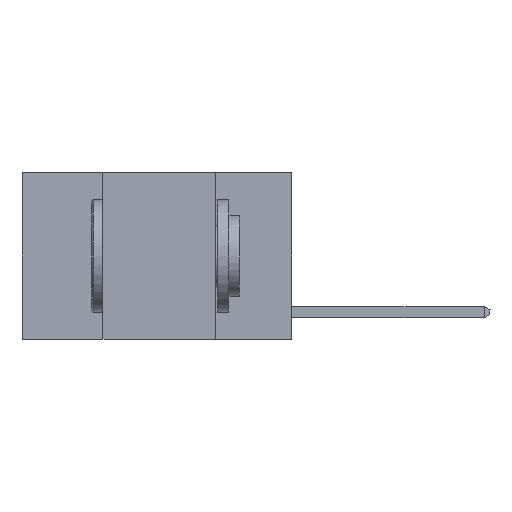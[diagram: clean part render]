
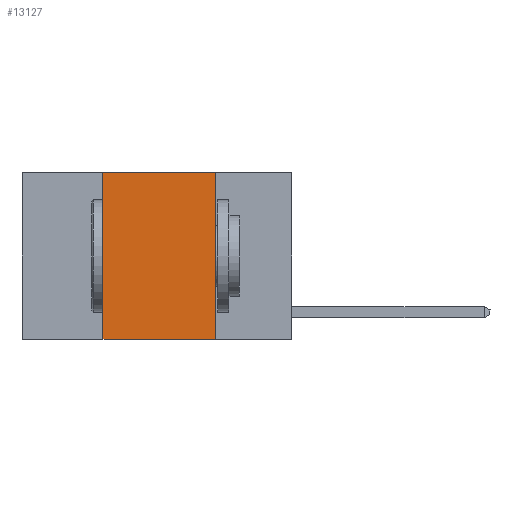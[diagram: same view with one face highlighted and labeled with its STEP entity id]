
A CAD part, left-side view. The second image highlights one B-rep face of the part: STEP entity #13127.
In plain terms, the highlighted planar face has unit normal (-1, 0, 0).
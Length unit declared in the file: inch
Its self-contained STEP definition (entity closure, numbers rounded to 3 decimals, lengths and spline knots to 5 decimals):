
#548 = ORIENTED_EDGE ( 'NONE', *, *, #10101, .F. ) ;
#2013 = LINE ( 'NONE', #21912, #18611 ) ;
#2257 = CARTESIAN_POINT ( 'NONE',  ( 0., 0.17, 0. ) ) ;
#2933 = AXIS2_PLACEMENT_3D ( 'NONE', #4191, #4276, #18202 ) ;
#3191 = VECTOR ( 'NONE', #17708, 39.37008 ) ;
#4191 = CARTESIAN_POINT ( 'NONE',  ( 0., 0.6, 0. ) ) ;
#4276 = DIRECTION ( 'NONE',  ( 1., 0., 0. ) ) ;
#4961 = VERTEX_POINT ( 'NONE', #21661 ) ;
#5205 = EDGE_CURVE ( 'NONE', #14543, #19158, #22740, .T. ) ;
#5338 = VECTOR ( 'NONE', #20246, 39.37008 ) ;
#5834 = CARTESIAN_POINT ( 'NONE',  ( 0., 0.6, 0. ) ) ;
#6282 = EDGE_LOOP ( 'NONE', ( #10247, #548, #6551, #14743 ) ) ;
#6401 = EDGE_CURVE ( 'NONE', #4961, #19158, #10776, .T. ) ;
#6551 = ORIENTED_EDGE ( 'NONE', *, *, #7913, .F. ) ;
#7913 = EDGE_CURVE ( 'NONE', #14543, #17207, #2013, .T. ) ;
#8184 = DIRECTION ( 'NONE',  ( 0., 0., 1. ) ) ;
#10101 = EDGE_CURVE ( 'NONE', #17207, #4961, #18497, .T. ) ;
#10247 = ORIENTED_EDGE ( 'NONE', *, *, #6401, .F. ) ;
#10445 = CARTESIAN_POINT ( 'NONE',  ( 0., 0.17, -0.37 ) ) ;
#10776 = LINE ( 'NONE', #2257, #5338 ) ;
#12374 = VECTOR ( 'NONE', #20472, 39.37008 ) ;
#13127 = ADVANCED_FACE ( 'NONE', ( #13553 ), #16247, .F. ) ;
#13553 = FACE_OUTER_BOUND ( 'NONE', #6282, .T. ) ;
#14543 = VERTEX_POINT ( 'NONE', #20515 ) ;
#14743 = ORIENTED_EDGE ( 'NONE', *, *, #5205, .T. ) ;
#16247 = PLANE ( 'NONE',  #2933 ) ;
#17207 = VERTEX_POINT ( 'NONE', #25875 ) ;
#17708 = DIRECTION ( 'NONE',  ( 0., -1., 0. ) ) ;
#18202 = DIRECTION ( 'NONE',  ( 0., 0., -1. ) ) ;
#18497 = LINE ( 'NONE', #5834, #3191 ) ;
#18500 = CARTESIAN_POINT ( 'NONE',  ( 0., 0.6, -0.37 ) ) ;
#18611 = VECTOR ( 'NONE', #8184, 39.37008 ) ;
#19158 = VERTEX_POINT ( 'NONE', #10445 ) ;
#20246 = DIRECTION ( 'NONE',  ( 0., 0., -1. ) ) ;
#20472 = DIRECTION ( 'NONE',  ( 0., -1., 0. ) ) ;
#20515 = CARTESIAN_POINT ( 'NONE',  ( 0., 0.42, -0.37 ) ) ;
#21661 = CARTESIAN_POINT ( 'NONE',  ( 0., 0.17, 0. ) ) ;
#21912 = CARTESIAN_POINT ( 'NONE',  ( 0., 0.42, 0. ) ) ;
#22740 = LINE ( 'NONE', #18500, #12374 ) ;
#25875 = CARTESIAN_POINT ( 'NONE',  ( 0., 0.42, 0. ) ) ;
